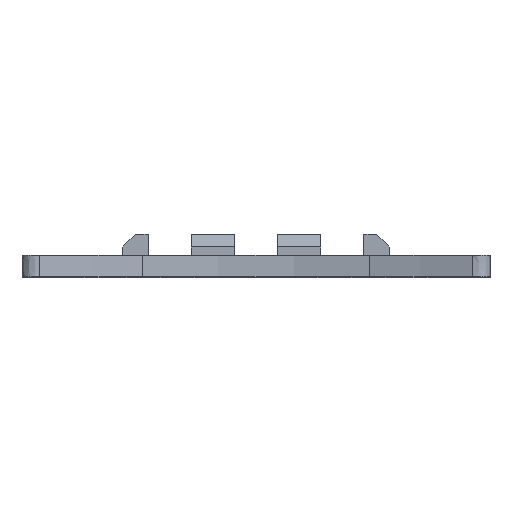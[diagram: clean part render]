
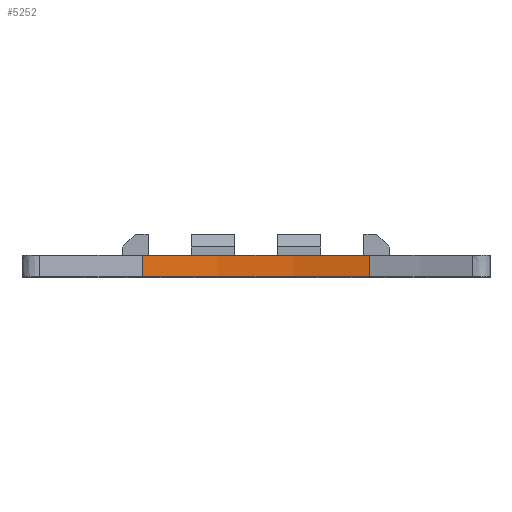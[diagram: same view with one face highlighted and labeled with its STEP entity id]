
A CAD part, top view. The second image highlights one B-rep face of the part: STEP entity #5252.
In plain terms, the highlighted cylindrical face has radius 107.585 mm (diameter 215.171 mm), a partial arc.
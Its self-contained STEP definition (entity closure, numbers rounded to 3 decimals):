
#616=FACE_OUTER_BOUND('',#923,.T.);
#923=EDGE_LOOP('',(#4687,#4688,#4689,#4690));
#1167=LINE('',#7492,#1797);
#1607=LINE('',#8516,#2237);
#1797=VECTOR('',#5889,10.);
#2237=VECTOR('',#6765,10.);
#2279=CIRCLE('',#5325,107.586);
#2309=CIRCLE('',#5570,107.586);
#2349=VERTEX_POINT('',#6979);
#2350=VERTEX_POINT('',#6988);
#2538=VERTEX_POINT('',#7491);
#2786=VERTEX_POINT('',#8507);
#2847=EDGE_CURVE('',#2350,#2349,#2279,.T.);
#3037=EDGE_CURVE('',#2538,#2350,#1167,.T.);
#3492=EDGE_CURVE('',#2786,#2349,#1607,.T.);
#3501=EDGE_CURVE('',#2538,#2786,#2309,.T.);
#4687=ORIENTED_EDGE('',*,*,#3501,.F.);
#4688=ORIENTED_EDGE('',*,*,#3037,.T.);
#4689=ORIENTED_EDGE('',*,*,#2847,.T.);
#4690=ORIENTED_EDGE('',*,*,#3492,.F.);
#5003=CYLINDRICAL_SURFACE('',#5569,107.586);
#5252=ADVANCED_FACE('',(#616),#5003,.F.);
#5325=AXIS2_PLACEMENT_3D('',#6989,#5692,#5693);
#5569=AXIS2_PLACEMENT_3D('',#8549,#6782,#6783);
#5570=AXIS2_PLACEMENT_3D('',#8550,#6784,#6785);
#5692=DIRECTION('center_axis',(0.,-1.,0.));
#5693=DIRECTION('ref_axis',(-0.244,0.,-0.97));
#5889=DIRECTION('',(0.,-1.,0.));
#6765=DIRECTION('',(0.,-1.,0.));
#6782=DIRECTION('center_axis',(0.,1.,0.));
#6783=DIRECTION('ref_axis',(-0.244,0.,-0.97));
#6784=DIRECTION('center_axis',(0.,-1.,0.));
#6785=DIRECTION('ref_axis',(-0.244,0.,-0.97));
#6979=CARTESIAN_POINT('',(26.289,-5.,72.289));
#6988=CARTESIAN_POINT('',(-26.289,-5.,72.289));
#6989=CARTESIAN_POINT('Origin',(0.,-5.,176.613));
#7491=CARTESIAN_POINT('',(-26.289,0.,72.289));
#7492=CARTESIAN_POINT('',(-26.289,0.,72.289));
#8507=CARTESIAN_POINT('',(26.289,0.,72.289));
#8516=CARTESIAN_POINT('',(26.289,0.,72.289));
#8549=CARTESIAN_POINT('Origin',(0.,0.,176.613));
#8550=CARTESIAN_POINT('Origin',(0.,0.,176.613));
